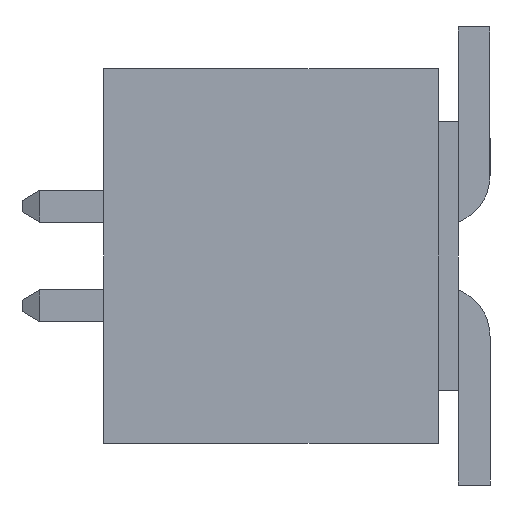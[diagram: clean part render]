
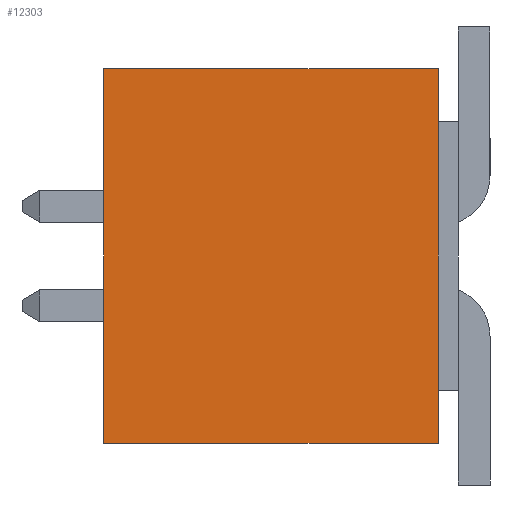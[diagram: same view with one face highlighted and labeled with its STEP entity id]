
A CAD part, left-side view. The second image highlights one B-rep face of the part: STEP entity #12303.
In plain terms, the highlighted planar face has unit normal (-1, 0, 0).
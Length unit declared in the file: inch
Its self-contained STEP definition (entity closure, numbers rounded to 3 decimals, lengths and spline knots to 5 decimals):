
#173 = ORIENTED_EDGE ( 'NONE', *, *, #18790, .T. ) ;
#413 = VECTOR ( 'NONE', #9823, 39.37008 ) ;
#420 = CARTESIAN_POINT ( 'NONE',  ( -0.3005, 0.01, -0.094 ) ) ;
#992 = CARTESIAN_POINT ( 'NONE',  ( -0.3005, 0.01, 0.094 ) ) ;
#1344 = DIRECTION ( 'NONE',  ( 0., -1., 0. ) ) ;
#1505 = FACE_OUTER_BOUND ( 'NONE', #5118, .T. ) ;
#1574 = CARTESIAN_POINT ( 'NONE',  ( -0.3005, 0.178, 0.094 ) ) ;
#1648 = CARTESIAN_POINT ( 'NONE',  ( -0.3005, 0.01, 0.094 ) ) ;
#1786 = ORIENTED_EDGE ( 'NONE', *, *, #2577, .F. ) ;
#2577 = EDGE_CURVE ( 'NONE', #18400, #12124, #14145, .T. ) ;
#3673 = VECTOR ( 'NONE', #15335, 39.37008 ) ;
#4395 = VECTOR ( 'NONE', #1344, 39.37008 ) ;
#5118 = EDGE_LOOP ( 'NONE', ( #1786, #19907, #13365, #173 ) ) ;
#5958 = CARTESIAN_POINT ( 'NONE',  ( -0.3005, 0.178, -0.094 ) ) ;
#6327 = AXIS2_PLACEMENT_3D ( 'NONE', #8736, #19914, #10352 ) ;
#6546 = CARTESIAN_POINT ( 'NONE',  ( -0.3005, 0.178, 0.094 ) ) ;
#7687 = CARTESIAN_POINT ( 'NONE',  ( -0.3005, 0.178, 0.094 ) ) ;
#8382 = VECTOR ( 'NONE', #20498, 39.37008 ) ;
#8736 = CARTESIAN_POINT ( 'NONE',  ( -0.3005, 0.178, 0.094 ) ) ;
#9051 = EDGE_CURVE ( 'NONE', #13709, #19500, #12401, .T. ) ;
#9295 = CARTESIAN_POINT ( 'NONE',  ( -0.3005, 0.178, -0.094 ) ) ;
#9369 = LINE ( 'NONE', #6546, #413 ) ;
#9823 = DIRECTION ( 'NONE',  ( 0., -1., 0. ) ) ;
#10288 = PLANE ( 'NONE',  #6327 ) ;
#10352 = DIRECTION ( 'NONE',  ( 0., 0., 1. ) ) ;
#12124 = VERTEX_POINT ( 'NONE', #420 ) ;
#12303 = ADVANCED_FACE ( 'NONE', ( #1505 ), #10288, .T. ) ;
#12401 = LINE ( 'NONE', #7687, #8382 ) ;
#12873 = LINE ( 'NONE', #9295, #4395 ) ;
#13365 = ORIENTED_EDGE ( 'NONE', *, *, #9051, .T. ) ;
#13709 = VERTEX_POINT ( 'NONE', #1574 ) ;
#14145 = LINE ( 'NONE', #992, #3673 ) ;
#15335 = DIRECTION ( 'NONE',  ( 0., 0., -1. ) ) ;
#18400 = VERTEX_POINT ( 'NONE', #1648 ) ;
#18790 = EDGE_CURVE ( 'NONE', #19500, #12124, #12873, .T. ) ;
#19226 = EDGE_CURVE ( 'NONE', #13709, #18400, #9369, .T. ) ;
#19500 = VERTEX_POINT ( 'NONE', #5958 ) ;
#19907 = ORIENTED_EDGE ( 'NONE', *, *, #19226, .F. ) ;
#19914 = DIRECTION ( 'NONE',  ( -1., 0., 0. ) ) ;
#20498 = DIRECTION ( 'NONE',  ( 0., 0., -1. ) ) ;
